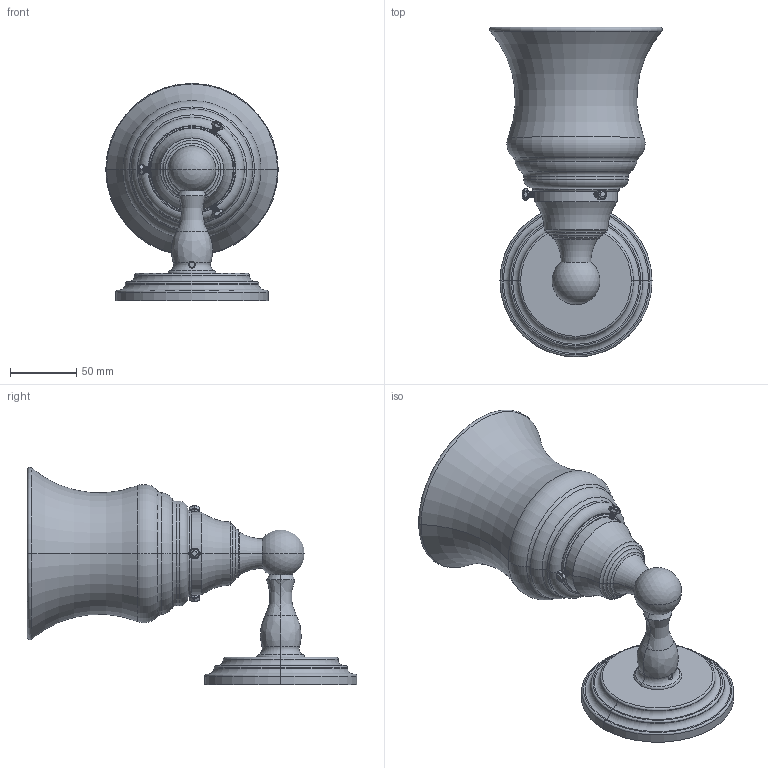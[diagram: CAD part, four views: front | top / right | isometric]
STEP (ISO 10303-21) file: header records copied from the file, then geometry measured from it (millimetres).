
FILE_DESCRIPTION((''),'2;1');
FILE_NAME('1182-1SO_WEB','2010-09-24T',('project'),(''),'PRO/ENGINEER BY PARAMETRIC TECHNOLOGY CORPORATION, 2009300','PRO/ENGINEER BY PARAMETRIC TECHNOLOGY CORPORATION, 2009300','');
FILE_SCHEMA(('CONFIG_CONTROL_DESIGN'));
Length unit declared in the file: inch
Products named in the file (1): 1182-1SO_WEB
Bounding box: 129.67 x 247.88 x 163.41 mm (x, y, z)
Surface area: 158888.8 mm2 (no closed solid volume)
Topology: 0 solids, 21 shells, 238 faces, 622 edges, 398 vertices
Faces by surface type: cylinder 90, torus 80, plane 38, bspline 25, cone 3, sphere 2
Entity records: 17220 total; most frequent: CARTESIAN_POINT 11813, ORIENTED_EDGE 1113, DIRECTION 1051, EDGE_CURVE 620, AXIS2_PLACEMENT_3D 453, VERTEX_POINT 398, CIRCLE 240, EDGE_LOOP 238
